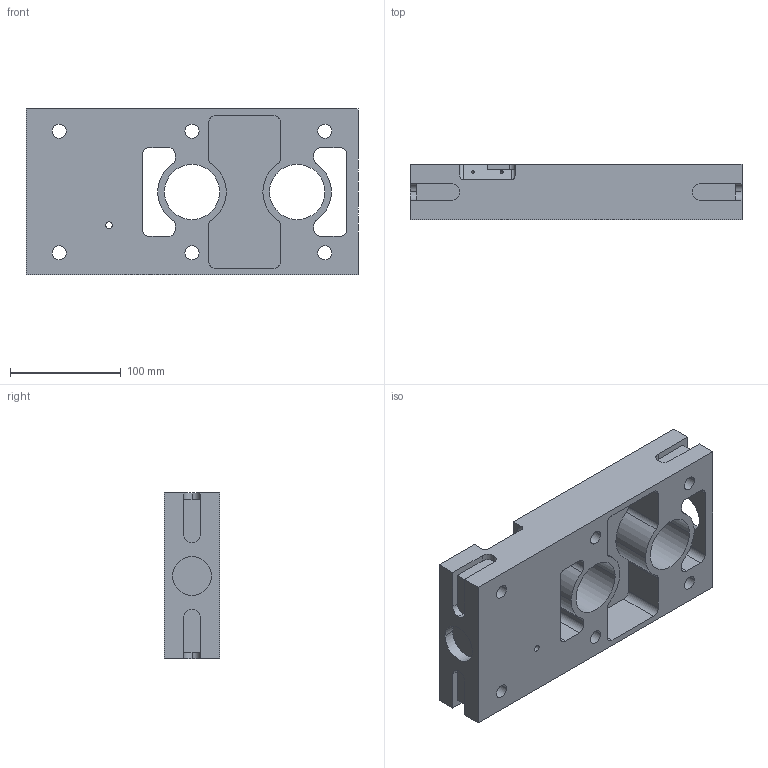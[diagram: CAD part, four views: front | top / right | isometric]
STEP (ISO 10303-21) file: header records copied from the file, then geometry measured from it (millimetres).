
FILE_DESCRIPTION(('produced by SPATIAL CORP'),'2;1');
FILE_NAME('teampart.hh.sat.stp', '2002-04-22T18:04:59+00:00',('SPATIAL CORP'),('SPATIAL CORP'), 'ACIS STEP Husk','http://www.spatial.com','SPATIAL CORP');
FILE_SCHEMA(('CONFIG_CONTROL_DESIGN'));
Length unit declared in the file: millimetre
Products named in the file (1): PRODUCT_ID_1
Bounding box: 300 x 50 x 150 mm (x, y, z)
Volume: 1346589.8 mm3; surface area: 204803 mm2
Topology: 1 solids, 1 shells, 180 faces, 493 edges, 327 vertices
Faces by surface type: cylinder 106, plane 72, cone 2
Entity records: 5742 total; most frequent: DIRECTION 993, ORIENTED_EDGE 982, CARTESIAN_POINT 962, EDGE_CURVE 491, AXIS2_PLACEMENT_3D 358, VERTEX_POINT 327, VECTOR 277, LINE 277
